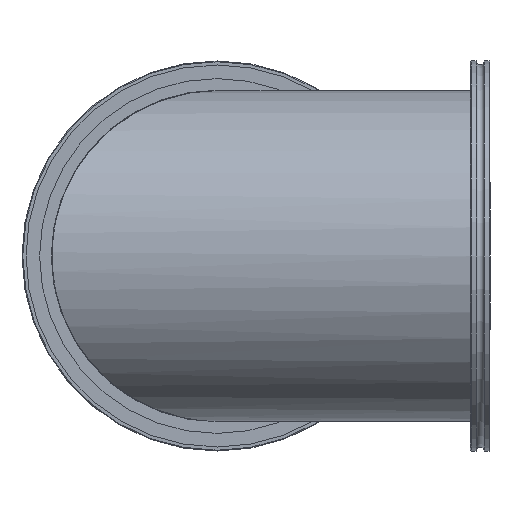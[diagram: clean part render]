
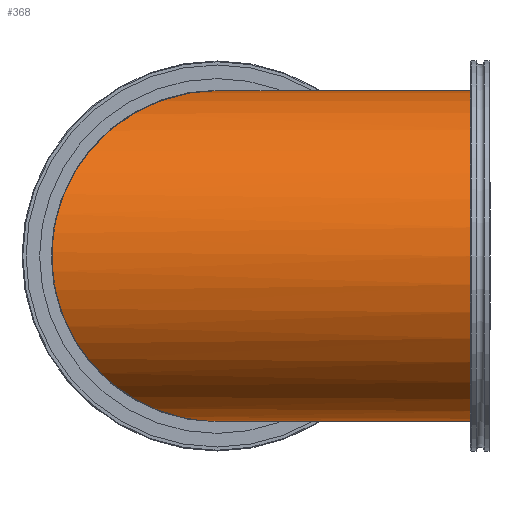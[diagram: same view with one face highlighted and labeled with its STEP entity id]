
A CAD part, left-side view. The second image highlights one B-rep face of the part: STEP entity #368.
In plain terms, the highlighted cylindrical face has radius 101.6 mm (diameter 203.2 mm), a full revolution.
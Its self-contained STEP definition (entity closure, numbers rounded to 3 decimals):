
#27=ELLIPSE('',#482,143.684,101.6);
#28=ELLIPSE('',#483,143.684,101.6);
#48=CYLINDRICAL_SURFACE('',#488,101.6);
#83=FACE_OUTER_BOUND('',#110,.T.);
#110=EDGE_LOOP('',(#341,#342,#343,#344,#345));
#123=LINE('',#739,#134);
#134=VECTOR('',#623,101.6);
#167=CIRCLE('',#489,101.6);
#198=VERTEX_POINT('',#724);
#199=VERTEX_POINT('',#725);
#203=VERTEX_POINT('',#737);
#244=EDGE_CURVE('',#198,#199,#27,.T.);
#245=EDGE_CURVE('',#199,#198,#28,.T.);
#250=EDGE_CURVE('',#203,#203,#167,.T.);
#251=EDGE_CURVE('',#203,#199,#123,.T.);
#341=ORIENTED_EDGE('',*,*,#250,.F.);
#342=ORIENTED_EDGE('',*,*,#251,.T.);
#343=ORIENTED_EDGE('',*,*,#245,.T.);
#344=ORIENTED_EDGE('',*,*,#244,.T.);
#345=ORIENTED_EDGE('',*,*,#251,.F.);
#368=ADVANCED_FACE('',(#83),#48,.T.);
#482=AXIS2_PLACEMENT_3D('',#726,#606,#607);
#483=AXIS2_PLACEMENT_3D('',#727,#608,#609);
#488=AXIS2_PLACEMENT_3D('',#736,#619,#620);
#489=AXIS2_PLACEMENT_3D('',#738,#621,#622);
#606=DIRECTION('center_axis',(0.,-0.707,0.707));
#607=DIRECTION('ref_axis',(0.,-0.707,-0.707));
#608=DIRECTION('center_axis',(0.,-0.707,0.707));
#609=DIRECTION('ref_axis',(0.,-0.707,-0.707));
#619=DIRECTION('center_axis',(0.,0.,1.));
#620=DIRECTION('ref_axis',(-1.,0.,0.));
#621=DIRECTION('center_axis',(0.,0.,1.));
#622=DIRECTION('ref_axis',(-1.,0.,0.));
#623=DIRECTION('',(0.,0.,-1.));
#724=CARTESIAN_POINT('',(0.,101.6,203.2));
#725=CARTESIAN_POINT('',(101.6,0.,101.6));
#726=CARTESIAN_POINT('Origin',(0.,0.,101.6));
#727=CARTESIAN_POINT('Origin',(0.,0.,101.6));
#736=CARTESIAN_POINT('Origin',(0.,0.,0.));
#737=CARTESIAN_POINT('',(101.6,0.,263.));
#738=CARTESIAN_POINT('Origin',(0.,0.,263.));
#739=CARTESIAN_POINT('',(101.6,0.,0.));
